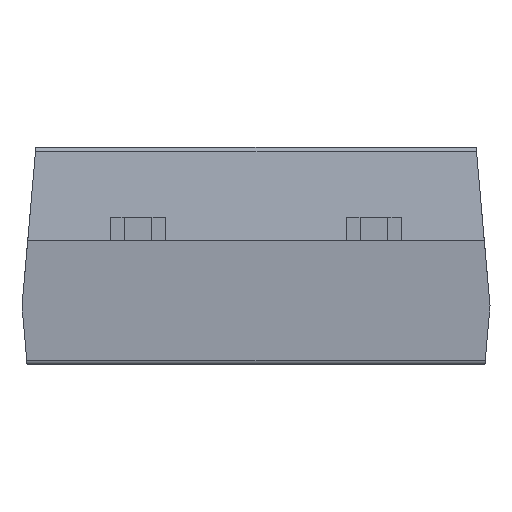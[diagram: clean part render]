
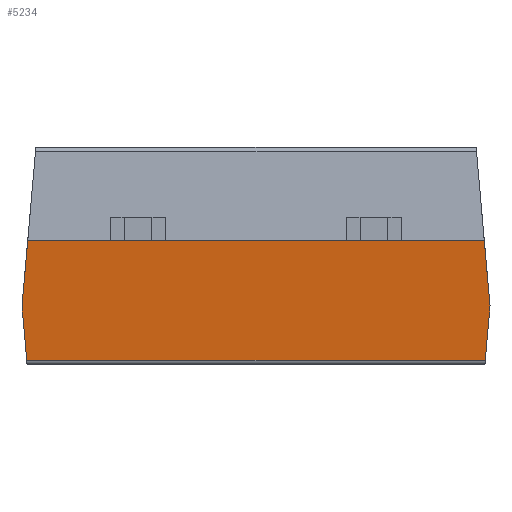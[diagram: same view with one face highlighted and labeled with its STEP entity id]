
A CAD part, front view. The second image highlights one B-rep face of the part: STEP entity #5234.
In plain terms, the highlighted planar face has unit normal (0, -0.996, -0.087).
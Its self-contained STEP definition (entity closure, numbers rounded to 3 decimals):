
#95 = DIRECTION ( 'NONE',  ( 0.087, 0.087, -0.992 ) ) ;
#196 = VECTOR ( 'NONE', #3169, 1000. ) ;
#266 = ORIENTED_EDGE ( 'NONE', *, *, #482, .F. ) ;
#274 = EDGE_CURVE ( 'NONE', #1942, #785, #5380, .T. ) ;
#336 = CARTESIAN_POINT ( 'NONE',  ( 0., -0.203, 1.27 ) ) ;
#345 = CARTESIAN_POINT ( 'NONE',  ( -10.12, -0.1, 0.091 ) ) ;
#473 = CARTESIAN_POINT ( 'NONE',  ( -0.124, -0.327, 2.69 ) ) ;
#482 = EDGE_CURVE ( 'NONE', #1942, #569, #3987, .T. ) ;
#537 = FACE_OUTER_BOUND ( 'NONE', #1392, .T. ) ;
#569 = VERTEX_POINT ( 'NONE', #1903 ) ;
#593 = PLANE ( 'NONE',  #3749 ) ;
#702 = VECTOR ( 'NONE', #95, 1000. ) ;
#752 = CARTESIAN_POINT ( 'NONE',  ( -10.017, -0.1, 0.091 ) ) ;
#785 = VERTEX_POINT ( 'NONE', #752 ) ;
#1006 = DIRECTION ( 'NONE',  ( 0., 0.087, -0.996 ) ) ;
#1070 = ORIENTED_EDGE ( 'NONE', *, *, #4789, .F. ) ;
#1124 = LINE ( 'NONE', #1515, #4965 ) ;
#1392 = EDGE_LOOP ( 'NONE', ( #266, #4843, #2049, #5082, #3425, #1070 ) ) ;
#1396 = CARTESIAN_POINT ( 'NONE',  ( -9.997, -0.326, 2.679 ) ) ;
#1402 = CARTESIAN_POINT ( 'NONE',  ( 0.047, -0.25, 1.807 ) ) ;
#1474 = DIRECTION ( 'NONE',  ( -0.087, -0.087, 0.992 ) ) ;
#1515 = CARTESIAN_POINT ( 'NONE',  ( -10.12, -0.327, 2.69 ) ) ;
#1721 = VERTEX_POINT ( 'NONE', #4274 ) ;
#1903 = CARTESIAN_POINT ( 'NONE',  ( -9.996, -0.327, 2.69 ) ) ;
#1942 = VERTEX_POINT ( 'NONE', #4558 ) ;
#1946 = DIRECTION ( 'NONE',  ( 0., -0.996, -0.087 ) ) ;
#2049 = ORIENTED_EDGE ( 'NONE', *, *, #3395, .T. ) ;
#2306 = VERTEX_POINT ( 'NONE', #336 ) ;
#2355 = CARTESIAN_POINT ( 'NONE',  ( -10.12, -0.327, 2.69 ) ) ;
#2517 = EDGE_CURVE ( 'NONE', #2306, #3881, #3676, .T. ) ;
#3133 = VECTOR ( 'NONE', #1474, 1000. ) ;
#3169 = DIRECTION ( 'NONE',  ( 0.087, -0.087, 0.992 ) ) ;
#3339 = DIRECTION ( 'NONE',  ( -0.087, 0.087, -0.992 ) ) ;
#3395 = EDGE_CURVE ( 'NONE', #785, #1721, #5248, .T. ) ;
#3425 = ORIENTED_EDGE ( 'NONE', *, *, #2517, .T. ) ;
#3448 = DIRECTION ( 'NONE',  ( 1., 0., 0. ) ) ;
#3676 = LINE ( 'NONE', #4492, #3133 ) ;
#3699 = LINE ( 'NONE', #1402, #4960 ) ;
#3749 = AXIS2_PLACEMENT_3D ( 'NONE', #2355, #1946, #1006 ) ;
#3778 = DIRECTION ( 'NONE',  ( 1., 0., 0. ) ) ;
#3881 = VERTEX_POINT ( 'NONE', #473 ) ;
#3987 = LINE ( 'NONE', #1396, #196 ) ;
#4274 = CARTESIAN_POINT ( 'NONE',  ( -0.103, -0.1, 0.091 ) ) ;
#4332 = EDGE_CURVE ( 'NONE', #2306, #1721, #3699, .T. ) ;
#4492 = CARTESIAN_POINT ( 'NONE',  ( -0.2, -0.402, 3.551 ) ) ;
#4558 = CARTESIAN_POINT ( 'NONE',  ( -10.12, -0.203, 1.27 ) ) ;
#4789 = EDGE_CURVE ( 'NONE', #569, #3881, #1124, .T. ) ;
#4843 = ORIENTED_EDGE ( 'NONE', *, *, #274, .T. ) ;
#4940 = CARTESIAN_POINT ( 'NONE',  ( -10.243, -0.326, 2.679 ) ) ;
#4960 = VECTOR ( 'NONE', #3339, 1000. ) ;
#4965 = VECTOR ( 'NONE', #3778, 1000. ) ;
#5082 = ORIENTED_EDGE ( 'NONE', *, *, #4332, .F. ) ;
#5234 = ADVANCED_FACE ( 'NONE', ( #537 ), #593, .T. ) ;
#5248 = LINE ( 'NONE', #345, #5672 ) ;
#5380 = LINE ( 'NONE', #4940, #702 ) ;
#5672 = VECTOR ( 'NONE', #3448, 1000. ) ;
